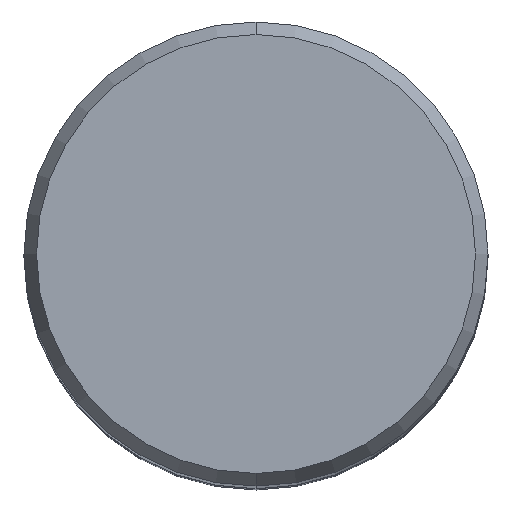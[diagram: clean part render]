
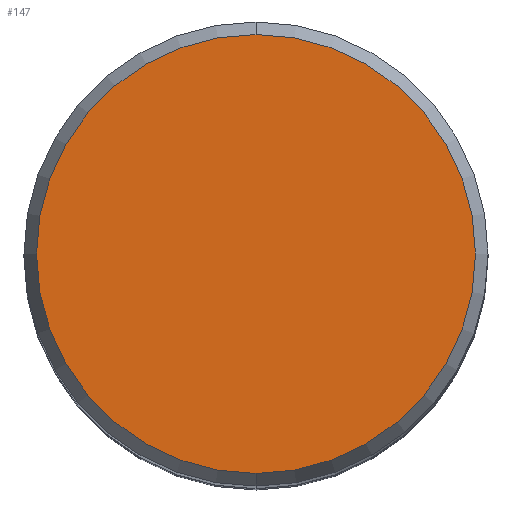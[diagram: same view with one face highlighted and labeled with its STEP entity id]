
A CAD part, top view. The second image highlights one B-rep face of the part: STEP entity #147.
In plain terms, the highlighted planar face has unit normal (0, 0, 1).
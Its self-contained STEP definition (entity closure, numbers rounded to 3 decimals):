
#147=ADVANCED_FACE('',(#367),#368,.T.);
#157=VERTEX_POINT('',#380);
#183=EDGE_CURVE('',#231,#157,#409,.T.);
#231=VERTEX_POINT('',#464);
#295=EDGE_CURVE('',#157,#231,#538,.T.);
#367=FACE_OUTER_BOUND('',#615,.T.);
#368=PLANE('',#616);
#380=CARTESIAN_POINT('',(0.0,12.012,0.01));
#409=CIRCLE('',#665,12.012);
#464=CARTESIAN_POINT('',(0.,-12.012,0.01));
#538=CIRCLE('',#826,12.012);
#615=EDGE_LOOP('',(#895,#896));
#616=AXIS2_PLACEMENT_3D('',#897,#898,#899);
#665=AXIS2_PLACEMENT_3D('',#956,#957,#958);
#826=AXIS2_PLACEMENT_3D('',#1122,#1123,#1124);
#895=ORIENTED_EDGE('',*,*,#295,.F.);
#896=ORIENTED_EDGE('',*,*,#183,.F.);
#897=CARTESIAN_POINT('',(0.0,6.006,0.01));
#898=DIRECTION('',(-0.0,0.0,1.0));
#899=DIRECTION('',(0.0,-1.0,0.0));
#956=CARTESIAN_POINT('',(0.0,0.0,0.01));
#957=DIRECTION('',(0.0,0.0,-1.0));
#958=DIRECTION('',(0.0,1.0,0.0));
#1122=CARTESIAN_POINT('',(0.0,0.0,0.01));
#1123=DIRECTION('',(0.0,0.0,-1.0));
#1124=DIRECTION('',(0.0,1.0,0.0));
